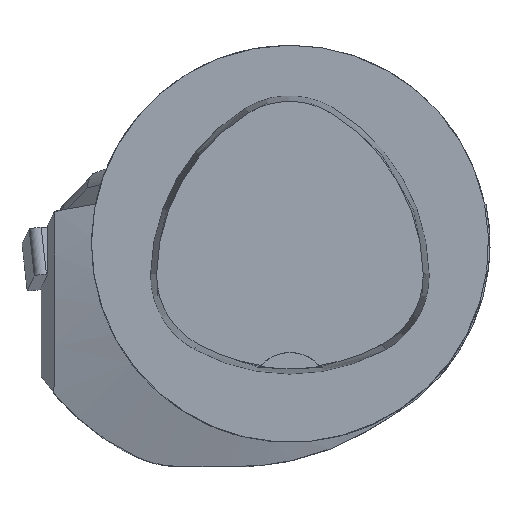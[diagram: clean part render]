
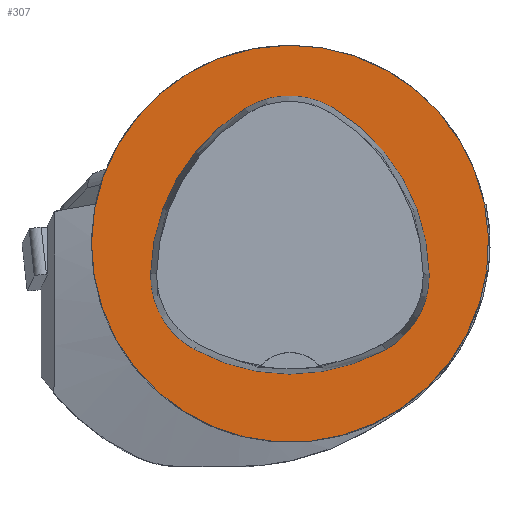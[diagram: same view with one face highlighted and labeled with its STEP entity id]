
A CAD part, top view. The second image highlights one B-rep face of the part: STEP entity #307.
In plain terms, the highlighted planar face has unit normal (0, 0, 1).
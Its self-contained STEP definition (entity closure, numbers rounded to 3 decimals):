
#307=ADVANCED_FACE('',(#707,#708),#382,.T.);
#382=PLANE('',#1866);
#707=FACE_BOUND('',#753,.T.);
#708=FACE_BOUND('',#754,.T.);
#753=EDGE_LOOP('',(#1008,#1009,#1010,#1011,#1012,#1013));
#754=EDGE_LOOP('',(#1014));
#1008=ORIENTED_EDGE('',*,*,#1578,.T.);
#1009=ORIENTED_EDGE('',*,*,#1558,.T.);
#1010=ORIENTED_EDGE('',*,*,#1562,.T.);
#1011=ORIENTED_EDGE('',*,*,#1565,.T.);
#1012=ORIENTED_EDGE('',*,*,#1568,.T.);
#1013=ORIENTED_EDGE('',*,*,#1576,.T.);
#1014=ORIENTED_EDGE('',*,*,#1538,.F.);
#1361=VERTEX_POINT('',#2676);
#1380=VERTEX_POINT('',#2736);
#1381=VERTEX_POINT('',#2737);
#1384=VERTEX_POINT('',#2745);
#1386=VERTEX_POINT('',#2751);
#1388=VERTEX_POINT('',#2757);
#1395=VERTEX_POINT('',#2778);
#1538=EDGE_CURVE('',#1361,#1361,#1691,.T.);
#1558=EDGE_CURVE('',#1380,#1381,#1692,.T.);
#1562=EDGE_CURVE('',#1381,#1384,#1694,.T.);
#1565=EDGE_CURVE('',#1384,#1386,#1696,.T.);
#1568=EDGE_CURVE('',#1386,#1388,#1698,.T.);
#1576=EDGE_CURVE('',#1388,#1395,#1702,.T.);
#1578=EDGE_CURVE('',#1395,#1380,#1704,.T.);
#1691=CIRCLE('',#1833,20.);
#1692=CIRCLE('',#1844,20.);
#1694=CIRCLE('',#1847,8.5);
#1696=CIRCLE('',#1850,20.);
#1698=CIRCLE('',#1853,8.5);
#1702=CIRCLE('',#1858,20.);
#1704=CIRCLE('',#1861,8.5);
#1833=AXIS2_PLACEMENT_3D('',#2675,#2123,#2124);
#1844=AXIS2_PLACEMENT_3D('',#2735,#2153,#2154);
#1847=AXIS2_PLACEMENT_3D('',#2744,#2161,#2162);
#1850=AXIS2_PLACEMENT_3D('',#2750,#2168,#2169);
#1853=AXIS2_PLACEMENT_3D('',#2756,#2175,#2176);
#1858=AXIS2_PLACEMENT_3D('',#2779,#2187,#2188);
#1861=AXIS2_PLACEMENT_3D('',#2782,#2193,#2194);
#1866=AXIS2_PLACEMENT_3D('',#2787,#2203,#2204);
#2123=DIRECTION('',(0.,0.,-1.));
#2124=DIRECTION('',(-1.,0.,0.));
#2153=DIRECTION('',(0.,0.,-1.));
#2154=DIRECTION('',(-1.,0.,0.));
#2161=DIRECTION('',(0.,0.,-1.));
#2162=DIRECTION('',(-1.,0.,0.));
#2168=DIRECTION('',(0.,0.,-1.));
#2169=DIRECTION('',(-1.,0.,0.));
#2175=DIRECTION('',(0.,0.,-1.));
#2176=DIRECTION('',(-1.,0.,0.));
#2187=DIRECTION('',(0.,0.,-1.));
#2188=DIRECTION('',(-1.,0.,0.));
#2193=DIRECTION('',(0.,0.,-1.));
#2194=DIRECTION('',(-1.,0.,0.));
#2203=DIRECTION('',(0.,0.,1.));
#2204=DIRECTION('',(1.,0.,0.));
#2675=CARTESIAN_POINT('',(0.,0.,0.));
#2676=CARTESIAN_POINT('',(-20.,0.,0.));
#2735=CARTESIAN_POINT('',(5.955,-3.414,0.));
#2736=CARTESIAN_POINT('',(-14.041,-3.042,0.));
#2737=CARTESIAN_POINT('',(-4.472,13.653,0.));
#2744=CARTESIAN_POINT('',(-0.04,6.4,0.));
#2745=CARTESIAN_POINT('',(4.347,13.68,0.));
#2750=CARTESIAN_POINT('',(-5.976,-3.45,0.));
#2751=CARTESIAN_POINT('',(14.021,-3.075,0.));
#2756=CARTESIAN_POINT('',(5.522,-3.235,0.));
#2757=CARTESIAN_POINT('',(9.588,-10.699,0.));
#2778=CARTESIAN_POINT('',(-9.655,-10.639,0.));
#2779=CARTESIAN_POINT('',(0.022,6.864,0.));
#2782=CARTESIAN_POINT('',(-5.543,-3.2,0.));
#2787=CARTESIAN_POINT('',(0.,0.,0.));
